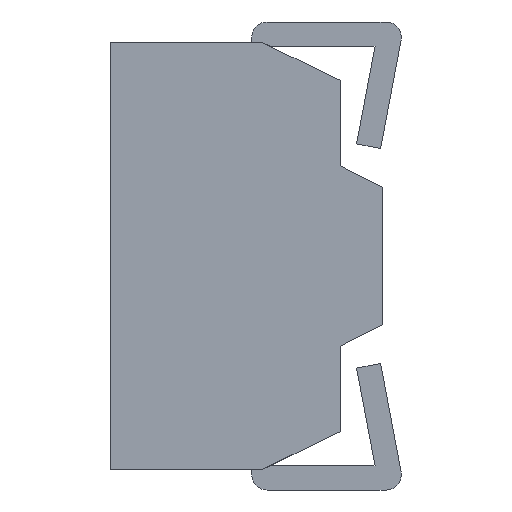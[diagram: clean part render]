
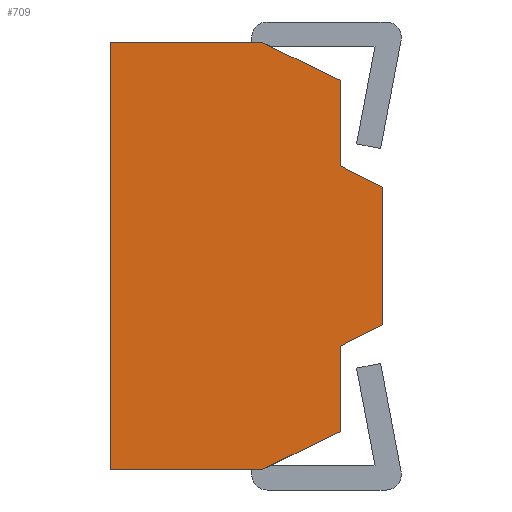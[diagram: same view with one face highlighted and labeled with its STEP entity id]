
A CAD part, left-side view. The second image highlights one B-rep face of the part: STEP entity #709.
In plain terms, the highlighted planar face has unit normal (-1, 0, 0).
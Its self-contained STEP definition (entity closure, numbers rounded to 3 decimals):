
#3 = VERTEX_POINT ( 'NONE', #174 ) ;
#8 = DIRECTION ( 'NONE',  ( 0., 0., 1. ) ) ;
#54 = CARTESIAN_POINT ( 'NONE',  ( -1.57, 0.79, 1.4 ) ) ;
#59 = CARTESIAN_POINT ( 'NONE',  ( -1.57, 1.78, 1.4 ) ) ;
#70 = VECTOR ( 'NONE', #869, 1000. ) ;
#74 = VERTEX_POINT ( 'NONE', #1126 ) ;
#101 = LINE ( 'NONE', #765, #558 ) ;
#122 = EDGE_CURVE ( 'NONE', #1197, #462, #474, .T. ) ;
#136 = ORIENTED_EDGE ( 'NONE', *, *, #450, .F. ) ;
#148 = LINE ( 'NONE', #298, #1162 ) ;
#151 = EDGE_CURVE ( 'NONE', #74, #746, #981, .T. ) ;
#174 = CARTESIAN_POINT ( 'NONE',  ( -1.57, 0.276, 0.59 ) ) ;
#210 = VECTOR ( 'NONE', #460, 1000. ) ;
#215 = AXIS2_PLACEMENT_3D ( 'NONE', #662, #571, #1258 ) ;
#243 = ORIENTED_EDGE ( 'NONE', *, *, #832, .F. ) ;
#263 = CARTESIAN_POINT ( 'NONE',  ( -1.57, 1.78, 1.4 ) ) ;
#278 = EDGE_LOOP ( 'NONE', ( #889, #402, #940, #516, #319, #564, #136, #710, #744, #243 ) ) ;
#285 = CARTESIAN_POINT ( 'NONE',  ( -1.57, 1.78, 1.4 ) ) ;
#298 = CARTESIAN_POINT ( 'NONE',  ( -1.57, 0.79, 1.4 ) ) ;
#306 = VERTEX_POINT ( 'NONE', #872 ) ;
#319 = ORIENTED_EDGE ( 'NONE', *, *, #811, .T. ) ;
#325 = LINE ( 'NONE', #770, #70 ) ;
#343 = CARTESIAN_POINT ( 'NONE',  ( -1.57, 0., -0.45 ) ) ;
#344 = LINE ( 'NONE', #514, #1191 ) ;
#371 = VERTEX_POINT ( 'NONE', #1108 ) ;
#376 = LINE ( 'NONE', #449, #1127 ) ;
#402 = ORIENTED_EDGE ( 'NONE', *, *, #151, .F. ) ;
#417 = CARTESIAN_POINT ( 'NONE',  ( -1.57, 0.276, 1.15 ) ) ;
#449 = CARTESIAN_POINT ( 'NONE',  ( -1.57, 0.276, -0.59 ) ) ;
#450 = EDGE_CURVE ( 'NONE', #306, #464, #1192, .T. ) ;
#460 = DIRECTION ( 'NONE',  ( 0., -0.899, 0.437 ) ) ;
#462 = VERTEX_POINT ( 'NONE', #537 ) ;
#464 = VERTEX_POINT ( 'NONE', #343 ) ;
#474 = LINE ( 'NONE', #935, #210 ) ;
#486 = DIRECTION ( 'NONE',  ( 0., 0., -1. ) ) ;
#504 = LINE ( 'NONE', #584, #1010 ) ;
#514 = CARTESIAN_POINT ( 'NONE',  ( -1.57, 1.78, -1.4 ) ) ;
#516 = ORIENTED_EDGE ( 'NONE', *, *, #122, .T. ) ;
#535 = EDGE_CURVE ( 'NONE', #1153, #746, #1064, .T. ) ;
#537 = CARTESIAN_POINT ( 'NONE',  ( -1.57, 0.276, -1.15 ) ) ;
#547 = CARTESIAN_POINT ( 'NONE',  ( -1.57, 0.79, -1.4 ) ) ;
#558 = VECTOR ( 'NONE', #486, 1000. ) ;
#564 = ORIENTED_EDGE ( 'NONE', *, *, #1155, .T. ) ;
#571 = DIRECTION ( 'NONE',  ( 1., 0., 0. ) ) ;
#584 = CARTESIAN_POINT ( 'NONE',  ( -1.57, 0.276, -1.15 ) ) ;
#609 = DIRECTION ( 'NONE',  ( 0., -1., 0. ) ) ;
#630 = DIRECTION ( 'NONE',  ( 0., 0., -1. ) ) ;
#662 = CARTESIAN_POINT ( 'NONE',  ( -1.57, 1.78, 1.4 ) ) ;
#663 = VECTOR ( 'NONE', #630, 1000. ) ;
#709 = ADVANCED_FACE ( 'NONE', ( #1148 ), #1166, .F. ) ;
#710 = ORIENTED_EDGE ( 'NONE', *, *, #772, .F. ) ;
#728 = CARTESIAN_POINT ( 'NONE',  ( -1.57, 0., 0. ) ) ;
#744 = ORIENTED_EDGE ( 'NONE', *, *, #764, .F. ) ;
#746 = VERTEX_POINT ( 'NONE', #285 ) ;
#764 = EDGE_CURVE ( 'NONE', #973, #3, #101, .T. ) ;
#765 = CARTESIAN_POINT ( 'NONE',  ( -1.57, 0.276, 1.15 ) ) ;
#770 = CARTESIAN_POINT ( 'NONE',  ( -1.57, 0.276, 0.59 ) ) ;
#772 = EDGE_CURVE ( 'NONE', #3, #306, #325, .T. ) ;
#781 = DIRECTION ( 'NONE',  ( 0., -0.899, -0.437 ) ) ;
#811 = EDGE_CURVE ( 'NONE', #462, #371, #504, .T. ) ;
#832 = EDGE_CURVE ( 'NONE', #1153, #973, #148, .T. ) ;
#839 = DIRECTION ( 'NONE',  ( 0., 1., 0. ) ) ;
#869 = DIRECTION ( 'NONE',  ( 0., -0.892, -0.453 ) ) ;
#872 = CARTESIAN_POINT ( 'NONE',  ( -1.57, 0., 0.45 ) ) ;
#889 = ORIENTED_EDGE ( 'NONE', *, *, #535, .T. ) ;
#935 = CARTESIAN_POINT ( 'NONE',  ( -1.57, 0.79, -1.4 ) ) ;
#940 = ORIENTED_EDGE ( 'NONE', *, *, #985, .T. ) ;
#973 = VERTEX_POINT ( 'NONE', #417 ) ;
#981 = LINE ( 'NONE', #59, #1194 ) ;
#985 = EDGE_CURVE ( 'NONE', #74, #1197, #344, .T. ) ;
#1010 = VECTOR ( 'NONE', #8, 1000. ) ;
#1064 = LINE ( 'NONE', #263, #1097 ) ;
#1097 = VECTOR ( 'NONE', #839, 1000. ) ;
#1108 = CARTESIAN_POINT ( 'NONE',  ( -1.57, 0.276, -0.59 ) ) ;
#1126 = CARTESIAN_POINT ( 'NONE',  ( -1.57, 1.78, -1.4 ) ) ;
#1127 = VECTOR ( 'NONE', #1229, 1000. ) ;
#1142 = DIRECTION ( 'NONE',  ( 0., 0., 1. ) ) ;
#1148 = FACE_OUTER_BOUND ( 'NONE', #278, .T. ) ;
#1153 = VERTEX_POINT ( 'NONE', #54 ) ;
#1155 = EDGE_CURVE ( 'NONE', #371, #464, #376, .T. ) ;
#1162 = VECTOR ( 'NONE', #781, 1000. ) ;
#1166 = PLANE ( 'NONE',  #215 ) ;
#1191 = VECTOR ( 'NONE', #609, 1000. ) ;
#1192 = LINE ( 'NONE', #728, #663 ) ;
#1194 = VECTOR ( 'NONE', #1142, 1000. ) ;
#1197 = VERTEX_POINT ( 'NONE', #547 ) ;
#1229 = DIRECTION ( 'NONE',  ( 0., -0.892, 0.453 ) ) ;
#1258 = DIRECTION ( 'NONE',  ( 0., 0., -1. ) ) ;
